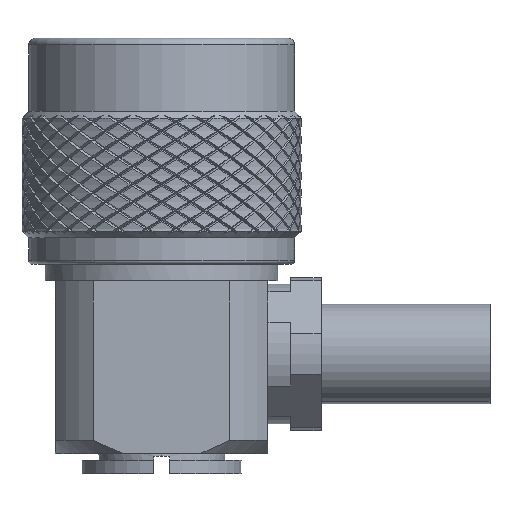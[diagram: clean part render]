
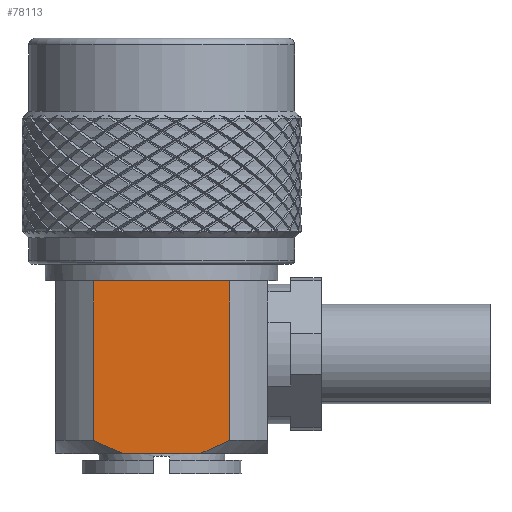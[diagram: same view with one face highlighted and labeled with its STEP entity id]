
A CAD part, left-side view. The second image highlights one B-rep face of the part: STEP entity #78113.
In plain terms, the highlighted planar face has unit normal (-1, 0, 0).
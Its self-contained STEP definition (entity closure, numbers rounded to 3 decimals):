
#3724 = VECTOR ( 'NONE', #83469, 1000. ) ;
#3758 = CARTESIAN_POINT ( 'NONE',  ( -8., -5.123, -12. ) ) ;
#3884 = LINE ( 'NONE', #48952, #73865 ) ;
#4357 = CARTESIAN_POINT ( 'NONE',  ( -8., -2.872, -13. ) ) ;
#4957 = LINE ( 'NONE', #41684, #47830 ) ;
#6062 = VERTEX_POINT ( 'NONE', #110002 ) ;
#16496 = CARTESIAN_POINT ( 'NONE',  ( -8., -5.123, -13. ) ) ;
#18792 = CARTESIAN_POINT ( 'NONE',  ( -8., 3.544, 0. ) ) ;
#20206 = VERTEX_POINT ( 'NONE', #18792 ) ;
#20816 = VERTEX_POINT ( 'NONE', #111391 ) ;
#24340 = EDGE_CURVE ( 'NONE', #76318, #6062, #99536, .T. ) ;
#27671 = EDGE_LOOP ( 'NONE', ( #94856, #89132, #112353, #67456, #110178, #56552, #44577, #75824 ) ) ;
#28323 = CARTESIAN_POINT ( 'NONE',  ( -8., 5.123, -13. ) ) ;
#29622 = CARTESIAN_POINT ( 'NONE',  ( -8., 5.123, -12. ) ) ;
#30161 = CARTESIAN_POINT ( 'NONE',  ( -8., 5.123, 0. ) ) ;
#31393 = EDGE_CURVE ( 'NONE', #20816, #41324, #3884, .T. ) ;
#33860 = EDGE_CURVE ( 'NONE', #101341, #99687, #42510, .T. ) ;
#37191 = B_SPLINE_CURVE_WITH_KNOTS ( 'NONE', 3,
 ( #85003, #95116, #113538, #3758 ),
 .UNSPECIFIED., .F., .F.,
 ( 4, 4 ),
 ( 0., 0.002 ),
 .UNSPECIFIED. ) ;
#37785 = PLANE ( 'NONE',  #86016 ) ;
#38370 = CARTESIAN_POINT ( 'NONE',  ( -8., 5.123, 0. ) ) ;
#38536 = VECTOR ( 'NONE', #71047, 1000. ) ;
#41324 = VERTEX_POINT ( 'NONE', #30161 ) ;
#41684 = CARTESIAN_POINT ( 'NONE',  ( -8., 5.123, 0. ) ) ;
#41864 = LINE ( 'NONE', #53096, #112320 ) ;
#42510 = LINE ( 'NONE', #62663, #94875 ) ;
#44577 = ORIENTED_EDGE ( 'NONE', *, *, #31393, .F. ) ;
#47830 = VECTOR ( 'NONE', #114119, 1000. ) ;
#48952 = CARTESIAN_POINT ( 'NONE',  ( -8., 5.123, -13. ) ) ;
#52744 = EDGE_CURVE ( 'NONE', #6062, #20206, #4957, .T. ) ;
#53096 = CARTESIAN_POINT ( 'NONE',  ( -8., 5.123, 0. ) ) ;
#55043 = FACE_OUTER_BOUND ( 'NONE', #27671, .T. ) ;
#56552 = ORIENTED_EDGE ( 'NONE', *, *, #69257, .T. ) ;
#58525 = CARTESIAN_POINT ( 'NONE',  ( -8., -5.123, 0. ) ) ;
#58531 = CARTESIAN_POINT ( 'NONE',  ( -8., -5.123, -12. ) ) ;
#62663 = CARTESIAN_POINT ( 'NONE',  ( -8., 5.123, -13. ) ) ;
#62778 = VERTEX_POINT ( 'NONE', #58531 ) ;
#64555 = DIRECTION ( 'NONE',  ( 1., 0., 0. ) ) ;
#65853 = CARTESIAN_POINT ( 'NONE',  ( -8., 3.653, -12.736 ) ) ;
#66313 = DIRECTION ( 'NONE',  ( 0., 1., 0. ) ) ;
#67456 = ORIENTED_EDGE ( 'NONE', *, *, #24340, .T. ) ;
#67937 = DIRECTION ( 'NONE',  ( 0., 0., 1. ) ) ;
#69257 = EDGE_CURVE ( 'NONE', #20206, #41324, #41864, .T. ) ;
#69724 = DIRECTION ( 'NONE',  ( 0., 1., 0. ) ) ;
#71047 = DIRECTION ( 'NONE',  ( 0., 0., 1. ) ) ;
#73865 = VECTOR ( 'NONE', #67937, 1000. ) ;
#74443 = B_SPLINE_CURVE_WITH_KNOTS ( 'NONE', 3,
 ( #29622, #91360, #65853, #75321 ),
 .UNSPECIFIED., .F., .F.,
 ( 4, 4 ),
 ( 0., 0.002 ),
 .UNSPECIFIED. ) ;
#75066 = EDGE_CURVE ( 'NONE', #62778, #76318, #117341, .T. ) ;
#75210 = EDGE_CURVE ( 'NONE', #101341, #62778, #37191, .T. ) ;
#75321 = CARTESIAN_POINT ( 'NONE',  ( -8., 2.872, -13. ) ) ;
#75824 = ORIENTED_EDGE ( 'NONE', *, *, #77231, .T. ) ;
#76318 = VERTEX_POINT ( 'NONE', #58525 ) ;
#77231 = EDGE_CURVE ( 'NONE', #20816, #99687, #74443, .T. ) ;
#78113 = ADVANCED_FACE ( 'NONE', ( #55043 ), #37785, .F. ) ;
#81540 = CARTESIAN_POINT ( 'NONE',  ( -8., 2.872, -13. ) ) ;
#83469 = DIRECTION ( 'NONE',  ( 0., 1., 0. ) ) ;
#85003 = CARTESIAN_POINT ( 'NONE',  ( -8., -2.872, -13. ) ) ;
#86016 = AXIS2_PLACEMENT_3D ( 'NONE', #28323, #64555, #66313 ) ;
#89132 = ORIENTED_EDGE ( 'NONE', *, *, #75210, .T. ) ;
#91360 = CARTESIAN_POINT ( 'NONE',  ( -8., 4.399, -12.391 ) ) ;
#94856 = ORIENTED_EDGE ( 'NONE', *, *, #33860, .F. ) ;
#94875 = VECTOR ( 'NONE', #98815, 1000. ) ;
#95116 = CARTESIAN_POINT ( 'NONE',  ( -8., -3.653, -12.736 ) ) ;
#98815 = DIRECTION ( 'NONE',  ( 0., 1., 0. ) ) ;
#99536 = LINE ( 'NONE', #38370, #3724 ) ;
#99687 = VERTEX_POINT ( 'NONE', #81540 ) ;
#101341 = VERTEX_POINT ( 'NONE', #4357 ) ;
#110002 = CARTESIAN_POINT ( 'NONE',  ( -8., -3.544, 0. ) ) ;
#110178 = ORIENTED_EDGE ( 'NONE', *, *, #52744, .T. ) ;
#111391 = CARTESIAN_POINT ( 'NONE',  ( -8., 5.123, -12. ) ) ;
#112320 = VECTOR ( 'NONE', #69724, 1000. ) ;
#112353 = ORIENTED_EDGE ( 'NONE', *, *, #75066, .T. ) ;
#113538 = CARTESIAN_POINT ( 'NONE',  ( -8., -4.399, -12.391 ) ) ;
#114119 = DIRECTION ( 'NONE',  ( 0., 1., 0. ) ) ;
#117341 = LINE ( 'NONE', #16496, #38536 ) ;
